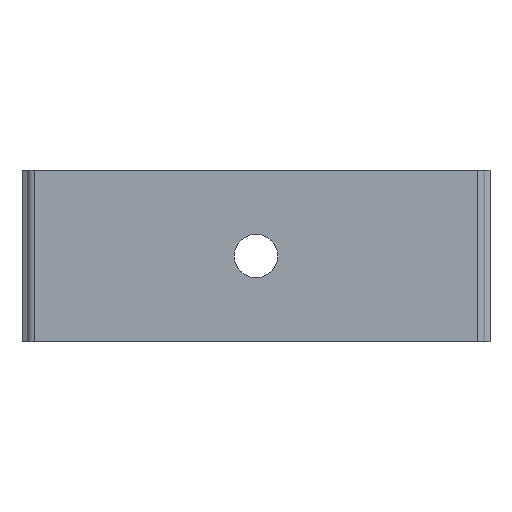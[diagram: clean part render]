
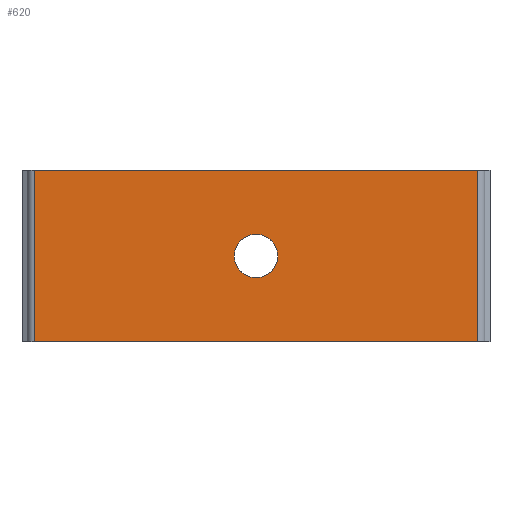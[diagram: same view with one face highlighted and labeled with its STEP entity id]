
A CAD part, front view. The second image highlights one B-rep face of the part: STEP entity #620.
In plain terms, the highlighted planar face has unit normal (0, -1, 0).
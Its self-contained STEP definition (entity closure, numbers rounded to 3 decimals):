
#2 = CARTESIAN_POINT ( 'NONE',  ( -16.728, -0.6, -6.5 ) ) ;
#64 = CARTESIAN_POINT ( 'NONE',  ( 16.728, -0.6, 6.5 ) ) ;
#86 = CARTESIAN_POINT ( 'NONE',  ( -16.728, -0.6, -6.5 ) ) ;
#104 = CIRCLE ( 'NONE', #459, 1.65 ) ;
#119 = CARTESIAN_POINT ( 'NONE',  ( 17.189, -0.6, 6.5 ) ) ;
#188 = EDGE_LOOP ( 'NONE', ( #346, #1149 ) ) ;
#234 = CARTESIAN_POINT ( 'NONE',  ( 0., -0.6, 0. ) ) ;
#235 = EDGE_CURVE ( 'NONE', #1444, #898, #883, .T. ) ;
#241 = CARTESIAN_POINT ( 'NONE',  ( 0., -0.6, 0. ) ) ;
#300 = CARTESIAN_POINT ( 'NONE',  ( -1.65, -0.6, 0. ) ) ;
#323 = LINE ( 'NONE', #1116, #1399 ) ;
#325 = DIRECTION ( 'NONE',  ( 0., -1., 0. ) ) ;
#328 = VERTEX_POINT ( 'NONE', #939 ) ;
#346 = ORIENTED_EDGE ( 'NONE', *, *, #529, .F. ) ;
#361 = EDGE_CURVE ( 'NONE', #1444, #1029, #1187, .T. ) ;
#385 = AXIS2_PLACEMENT_3D ( 'NONE', #234, #782, #872 ) ;
#392 = ORIENTED_EDGE ( 'NONE', *, *, #361, .T. ) ;
#423 = CARTESIAN_POINT ( 'NONE',  ( 16.728, -0.6, -6.5 ) ) ;
#459 = AXIS2_PLACEMENT_3D ( 'NONE', #241, #325, #1229 ) ;
#480 = VECTOR ( 'NONE', #744, 1000. ) ;
#486 = VERTEX_POINT ( 'NONE', #1095 ) ;
#523 = ORIENTED_EDGE ( 'NONE', *, *, #919, .T. ) ;
#529 = EDGE_CURVE ( 'NONE', #486, #752, #876, .T. ) ;
#591 = VECTOR ( 'NONE', #1339, 1000. ) ;
#611 = EDGE_CURVE ( 'NONE', #752, #486, #104, .T. ) ;
#620 = ADVANCED_FACE ( 'NONE', ( #906, #654 ), #899, .T. ) ;
#654 = FACE_OUTER_BOUND ( 'NONE', #776, .T. ) ;
#666 = CARTESIAN_POINT ( 'NONE',  ( 16.728, -0.6, 6.5 ) ) ;
#681 = DIRECTION ( 'NONE',  ( 1., 0., 0. ) ) ;
#731 = ORIENTED_EDGE ( 'NONE', *, *, #1278, .F. ) ;
#744 = DIRECTION ( 'NONE',  ( 0., 0., 1. ) ) ;
#752 = VERTEX_POINT ( 'NONE', #300 ) ;
#776 = EDGE_LOOP ( 'NONE', ( #523, #1276, #392, #731 ) ) ;
#782 = DIRECTION ( 'NONE',  ( 0., -1., 0. ) ) ;
#872 = DIRECTION ( 'NONE',  ( 1., 0., 0. ) ) ;
#876 = CIRCLE ( 'NONE', #385, 1.65 ) ;
#883 = LINE ( 'NONE', #2, #591 ) ;
#898 = VERTEX_POINT ( 'NONE', #86 ) ;
#899 = PLANE ( 'NONE',  #1423 ) ;
#906 = FACE_BOUND ( 'NONE', #188, .T. ) ;
#919 = EDGE_CURVE ( 'NONE', #328, #898, #323, .T. ) ;
#939 = CARTESIAN_POINT ( 'NONE',  ( -16.728, -0.6, 6.5 ) ) ;
#983 = DIRECTION ( 'NONE',  ( 0., 0., -1. ) ) ;
#1003 = DIRECTION ( 'NONE',  ( 1., 0., 0. ) ) ;
#1029 = VERTEX_POINT ( 'NONE', #666 ) ;
#1095 = CARTESIAN_POINT ( 'NONE',  ( 1.65, -0.6, 0. ) ) ;
#1116 = CARTESIAN_POINT ( 'NONE',  ( -16.728, -0.6, 6.5 ) ) ;
#1149 = ORIENTED_EDGE ( 'NONE', *, *, #611, .F. ) ;
#1187 = LINE ( 'NONE', #64, #480 ) ;
#1201 = VECTOR ( 'NONE', #681, 1000. ) ;
#1229 = DIRECTION ( 'NONE',  ( 1., 0., 0. ) ) ;
#1276 = ORIENTED_EDGE ( 'NONE', *, *, #235, .F. ) ;
#1278 = EDGE_CURVE ( 'NONE', #328, #1029, #1369, .T. ) ;
#1282 = CARTESIAN_POINT ( 'NONE',  ( 16.728, -0.6, 6.5 ) ) ;
#1339 = DIRECTION ( 'NONE',  ( -1., 0., 0. ) ) ;
#1362 = DIRECTION ( 'NONE',  ( 0., -1., 0. ) ) ;
#1369 = LINE ( 'NONE', #1282, #1201 ) ;
#1399 = VECTOR ( 'NONE', #983, 1000. ) ;
#1423 = AXIS2_PLACEMENT_3D ( 'NONE', #119, #1362, #1003 ) ;
#1444 = VERTEX_POINT ( 'NONE', #423 ) ;
